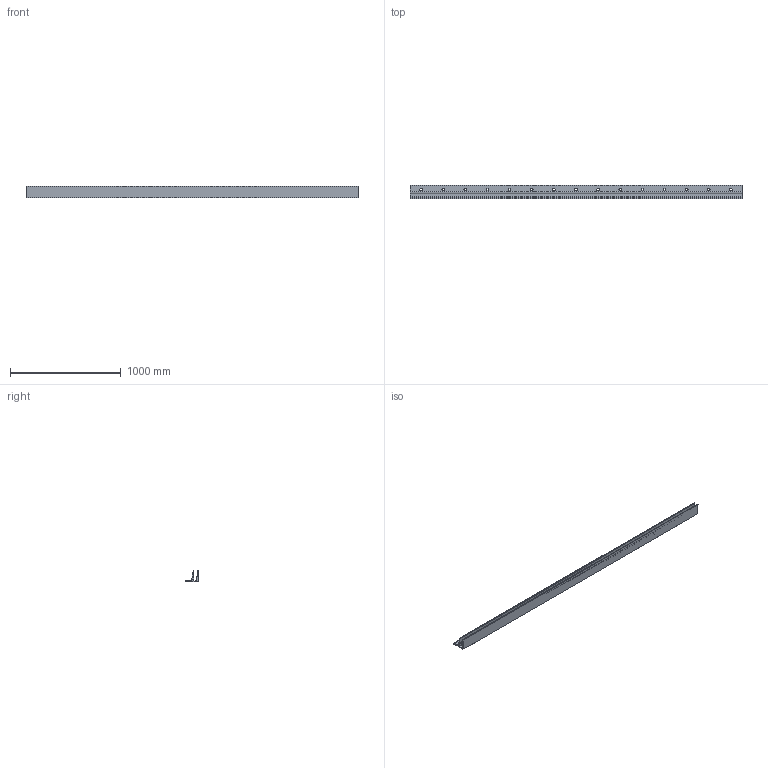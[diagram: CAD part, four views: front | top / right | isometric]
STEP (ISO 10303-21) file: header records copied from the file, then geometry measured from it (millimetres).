
FILE_DESCRIPTION (( 'STEP AP203' ), '1' );
FILE_NAME ('VDE-3000-ROH.step', '2023-12-05T15:12:21', ( '' ), ( '' ), 'SwSTEP 2.0', 'SolidWorks 2018', '' );
FILE_SCHEMA (( 'CONFIG_CONTROL_DESIGN' ));
Length unit declared in the file: millimetre
Products named in the file (1): VDE-3000-ROH
Bounding box: 3000 x 118.89 x 106 mm (x, y, z)
Volume: 9085724.8 mm3; surface area: 2012434.7 mm2
Topology: 1 solids, 1 shells, 457 faces, 1275 edges, 850 vertices
Faces by surface type: plane 245, bspline 129, cylinder 83
Entity records: 21630 total; most frequent: CARTESIAN_POINT 10464, ORIENTED_EDGE 2550, DIRECTION 1841, EDGE_CURVE 1275, VECTOR 851, LINE 851, VERTEX_POINT 850, EDGE_LOOP 517
